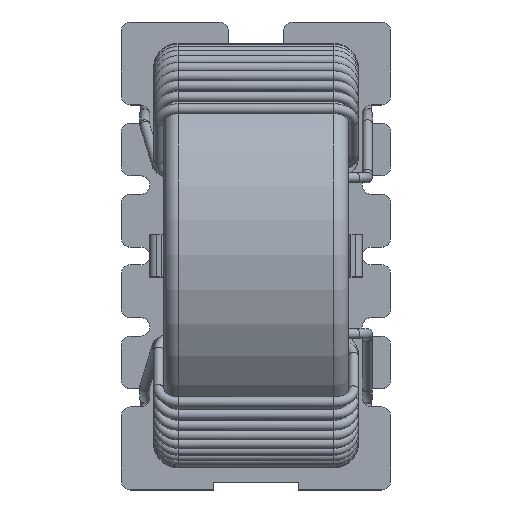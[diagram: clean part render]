
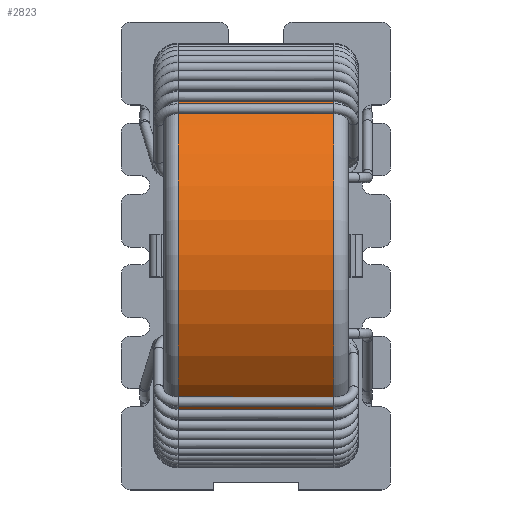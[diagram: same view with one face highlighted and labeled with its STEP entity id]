
A CAD part, top view. The second image highlights one B-rep face of the part: STEP entity #2823.
In plain terms, the highlighted cylindrical face has radius 14.25 mm (diameter 28.5 mm), a full revolution.
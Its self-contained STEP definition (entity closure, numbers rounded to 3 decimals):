
#2823=ADVANCED_FACE('',(#5889,#5890),#5891,.T.);
#5889=FACE_OUTER_BOUND('',#17641,.T.);
#5890=FACE_OUTER_BOUND('',#17642,.T.);
#5891=CYLINDRICAL_SURFACE('',#17643,14.25);
#17641=EDGE_LOOP('',(#22455));
#17642=EDGE_LOOP('',(#22456));
#17643=AXIS2_PLACEMENT_3D('',#22457,#22458,#22459);
#22455=ORIENTED_EDGE('',*,*,#23816,.T.);
#22456=ORIENTED_EDGE('',*,*,#23810,.T.);
#22457=CARTESIAN_POINT('',(1.0,-12.5,20.912));
#22458=DIRECTION('',(-1.0,0.,0.0));
#22459=DIRECTION('',(0.0,0.0,1.0));
#23810=EDGE_CURVE('',#25752,#25752,#25753,.T.);
#23816=EDGE_CURVE('',#25761,#25761,#25762,.T.);
#25752=VERTEX_POINT('',#29049);
#25753=CIRCLE('',#29050,14.25);
#25761=VERTEX_POINT('',#29058);
#25762=CIRCLE('',#29059,14.25);
#29049=CARTESIAN_POINT('',(2.0,-12.5,35.162));
#29050=AXIS2_PLACEMENT_3D('',#30517,#30518,#30519);
#29058=CARTESIAN_POINT('',(13.0,-12.5,35.162));
#29059=AXIS2_PLACEMENT_3D('',#30526,#30527,#30528);
#30517=CARTESIAN_POINT('',(2.0,-12.5,20.912));
#30518=DIRECTION('',(1.0,0.,0.0));
#30519=DIRECTION('',(0.0,0.0,1.0));
#30526=CARTESIAN_POINT('',(13.0,-12.5,20.912));
#30527=DIRECTION('',(-1.0,0.,0.0));
#30528=DIRECTION('',(0.0,0.0,1.0));
